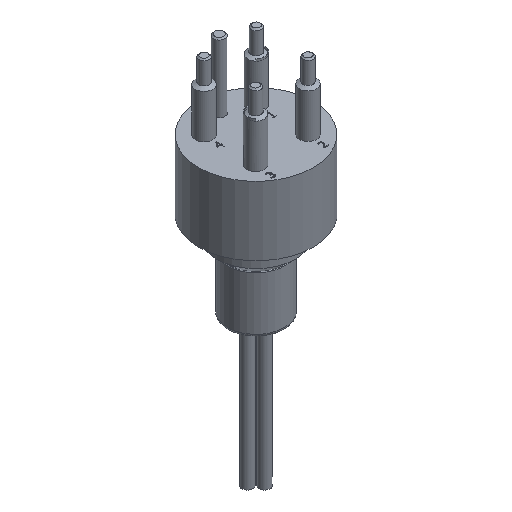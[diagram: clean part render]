
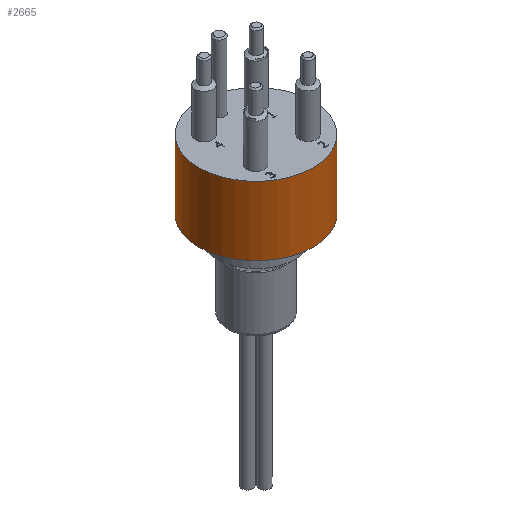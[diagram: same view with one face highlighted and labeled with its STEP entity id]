
A CAD part, isometric view. The second image highlights one B-rep face of the part: STEP entity #2665.
In plain terms, the highlighted cylindrical face has radius 15.875 mm (diameter 31.75 mm), a full revolution.
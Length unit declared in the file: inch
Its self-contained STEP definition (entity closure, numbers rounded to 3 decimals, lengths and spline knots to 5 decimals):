
#54=CYLINDRICAL_SURFACE($,#2863,0.625);
#87=CIRCLE($,#2825,0.625);
#107=CIRCLE($,#2864,0.625);
#197=FACE_BOUND($,#684,.T.);
#482=FACE_OUTER_BOUND($,#683,.T.);
#683=EDGE_LOOP($,(#2214));
#684=EDGE_LOOP($,(#2215));
#1287=VERTEX_POINT($,#4478);
#1319=VERTEX_POINT($,#4655);
#1617=EDGE_CURVE($,#1287,#1287,#87,.T.);
#1653=EDGE_CURVE($,#1319,#1319,#107,.T.);
#2214=ORIENTED_EDGE($,*,*,#1617,.T.);
#2215=ORIENTED_EDGE($,*,*,#1653,.F.);
#2665=ADVANCED_FACE($,(#482,#197),#54,.T.);
#2825=AXIS2_PLACEMENT_3D($,#4479,#3259,#3260);
#2863=AXIS2_PLACEMENT_3D($,#4654,#3339,#3340);
#2864=AXIS2_PLACEMENT_3D($,#4656,#3341,#3342);
#3259=DIRECTION('center_axis',(0.,0.,-1.));
#3260=DIRECTION('ref_axis',(-1.,0.,0.));
#3339=DIRECTION('center_axis',(0.,0.,-1.));
#3340=DIRECTION('ref_axis',(-1.,0.,0.));
#3341=DIRECTION('center_axis',(0.,0.,-1.));
#3342=DIRECTION('ref_axis',(-1.,0.,0.));
#4478=CARTESIAN_POINT('',(-0.625,0.,0.76845));
#4479=CARTESIAN_POINT('Origin',(0.,0.,0.76845));
#4654=CARTESIAN_POINT('Origin',(0.,0.,-0.30155));
#4655=CARTESIAN_POINT('',(-0.625,0.,0.01845));
#4656=CARTESIAN_POINT('Origin',(0.,0.,0.01845));
